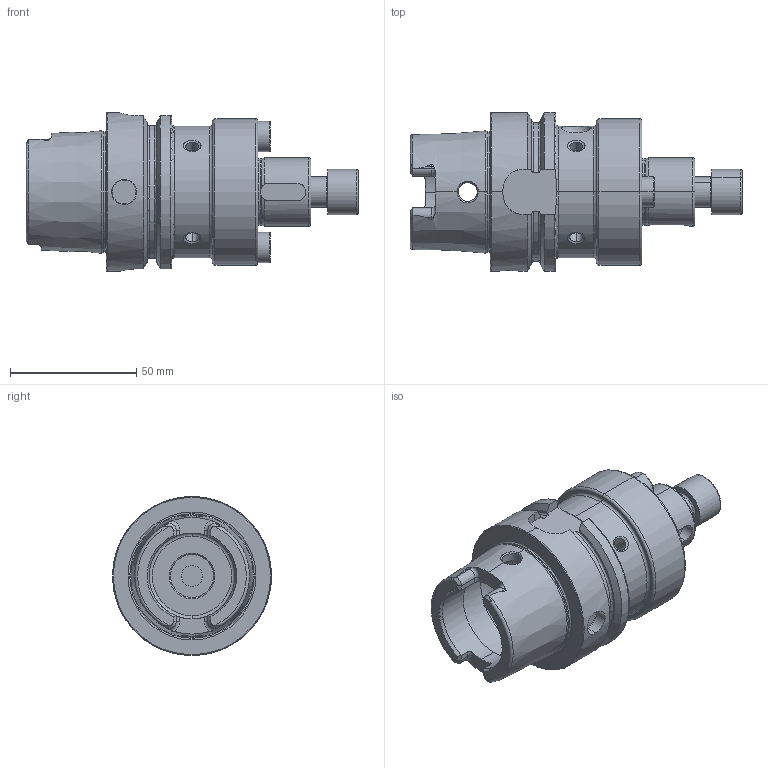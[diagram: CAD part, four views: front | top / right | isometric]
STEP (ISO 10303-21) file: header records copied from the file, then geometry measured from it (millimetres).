
FILE_DESCRIPTION (( 'STEP AP214' ), '1' );
FILE_NAME ('HA6.D27.K01.060.STEP', '2011-10-06T11:03:52', ( 'SwiAdmin' ), ( '' ), 'SwSTEP 2.0', 'SolidWorks 2011', '' );
FILE_SCHEMA (( 'AUTOMOTIVE_DESIGN' ));
Length unit declared in the file: millimetre
Products named in the file (4): D27-ER2.001.021_B; D27-ER1.002.030_A_PreviewCfg; HA6-D27.K01.060_D_Fertigbearbeitung; HA6.D27.K01.060
Assembly tree (4 placements, depth 2):
  HA6.D27.K01.060
    D27-ER1.002.030_A_PreviewCfg
    D27-ER2.001.021_B  x2
    HA6-D27.K01.060_D_Fertigbearbeitung
Bounding box: 131.6 x 63 x 63 mm (x, y, z)
Volume: 173607.7 mm3; surface area: 39797 mm2
Topology: 4 solids, 4 shells, 384 faces, 940 edges, 559 vertices
Faces by surface type: cylinder 113, plane 92, cone 91, torus 74, bspline 12, sphere 2
Entity records: 13593 total; most frequent: CARTESIAN_POINT 4247, ORIENTED_EDGE 1660, DIRECTION 1634, EDGE_CURVE 830, AXIS2_PLACEMENT_3D 674, VERTEX_POINT 508, EDGE_LOOP 370, ADVANCED_FACE 344
